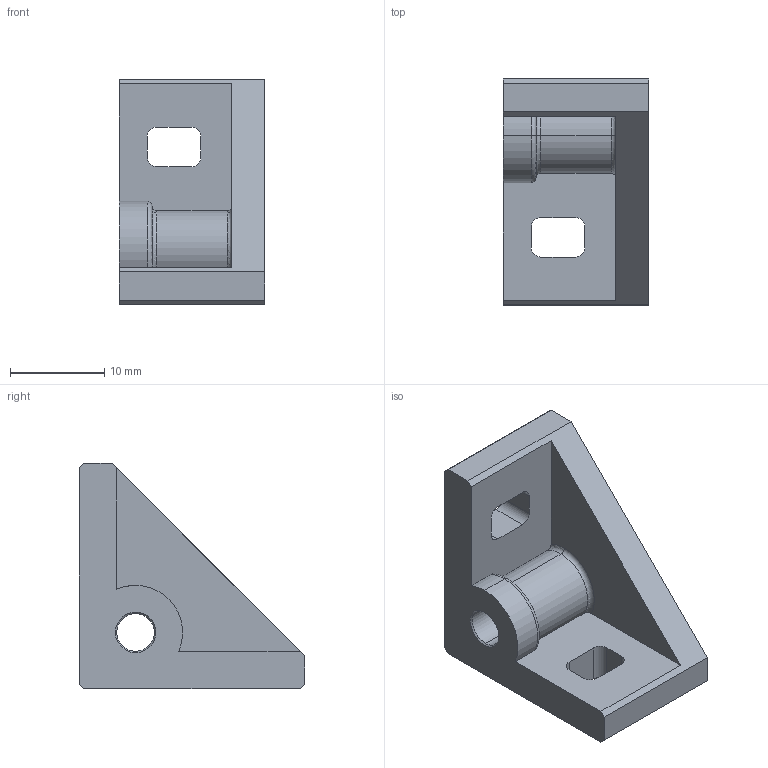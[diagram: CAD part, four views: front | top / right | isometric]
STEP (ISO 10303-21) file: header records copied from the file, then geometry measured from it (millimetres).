
FILE_DESCRIPTION(('STEP AP214'),'1');
FILE_NAME('cctmp_2BF0D421-0D94-4393-9F34-07D63D0D42E8_2020_1_14_8_41_27_319..stp','2020-01-14T07:41:27',('Bosch Rexroth AG'),('CADClick - www.CADClick.com'),'Spatial InterOp 3D',' ','unknown authorization - (Healing Option Enabled)');
FILE_SCHEMA(('AUTOMOTIVE_DESIGN'));
Length unit declared in the file: millimetre
Products named in the file (1): 2020_01_14__08-41-27-319
Bounding box: 15.5 x 24 x 24 mm (x, y, z)
Volume: 3426.3 mm3; surface area: 2383.4 mm2
Topology: 1 solids, 1 shells, 45 faces, 121 edges, 78 vertices
Faces by surface type: plane 21, cylinder 14, torus 6, cone 4
Entity records: 1994 total; most frequent: CARTESIAN_POINT 445, DIRECTION 246, ORIENTED_EDGE 242, EDGE_CURVE 121, AXIS2_PLACEMENT_3D 85, VERTEX_POINT 78, LINE 76, VECTOR 76
